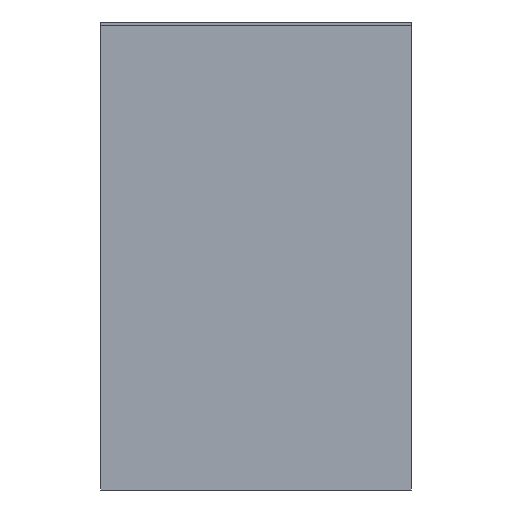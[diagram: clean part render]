
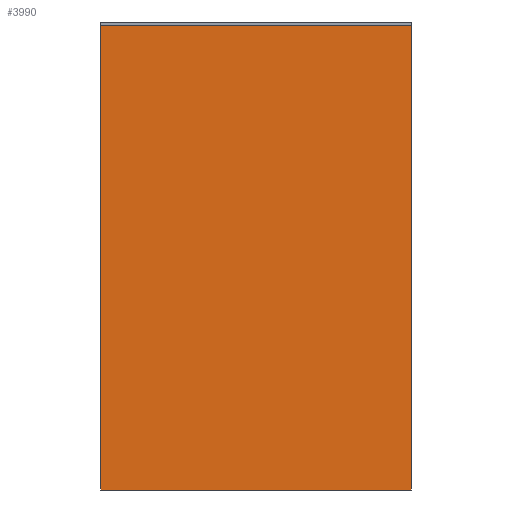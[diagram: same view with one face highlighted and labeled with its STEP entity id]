
A CAD part, left-side view. The second image highlights one B-rep face of the part: STEP entity #3990.
In plain terms, the highlighted planar face has unit normal (-1, 0, 0).
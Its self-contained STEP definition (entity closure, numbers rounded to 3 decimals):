
#207=PLANE('',#4242);
#418=FACE_OUTER_BOUND('',#648,.T.);
#648=EDGE_LOOP('',(#3212,#3213,#3214,#3215));
#973=LINE('',#6322,#1472);
#1015=LINE('',#6404,#1514);
#1016=LINE('',#6406,#1515);
#1017=LINE('',#6407,#1516);
#1472=VECTOR('',#4681,10.);
#1514=VECTOR('',#4745,10.);
#1515=VECTOR('',#4746,10.);
#1516=VECTOR('',#4747,10.);
#1956=VERTEX_POINT('',#6319);
#1957=VERTEX_POINT('',#6321);
#1986=VERTEX_POINT('',#6403);
#1987=VERTEX_POINT('',#6405);
#2391=EDGE_CURVE('',#1957,#1956,#973,.T.);
#2433=EDGE_CURVE('',#1986,#1956,#1015,.T.);
#2434=EDGE_CURVE('',#1987,#1986,#1016,.T.);
#2435=EDGE_CURVE('',#1957,#1987,#1017,.T.);
#3212=ORIENTED_EDGE('',*,*,#2391,.T.);
#3213=ORIENTED_EDGE('',*,*,#2433,.F.);
#3214=ORIENTED_EDGE('',*,*,#2434,.F.);
#3215=ORIENTED_EDGE('',*,*,#2435,.F.);
#3990=ADVANCED_FACE('',(#418),#207,.T.);
#4242=AXIS2_PLACEMENT_3D('',#6402,#4743,#4744);
#4681=DIRECTION('',(0.,0.,1.));
#4743=DIRECTION('center_axis',(-1.,0.,0.));
#4744=DIRECTION('ref_axis',(0.,-1.,0.));
#4745=DIRECTION('',(0.,-1.,0.));
#4746=DIRECTION('',(0.,0.,1.));
#4747=DIRECTION('',(0.,1.,0.));
#6319=CARTESIAN_POINT('',(-236.2,0.,353.));
#6321=CARTESIAN_POINT('',(-236.2,0.,0.));
#6322=CARTESIAN_POINT('',(-236.2,0.,0.));
#6402=CARTESIAN_POINT('Origin',(-236.2,236.2,0.));
#6403=CARTESIAN_POINT('',(-236.2,236.2,353.));
#6404=CARTESIAN_POINT('',(-236.2,233.2,353.));
#6405=CARTESIAN_POINT('',(-236.2,236.2,0.));
#6406=CARTESIAN_POINT('',(-236.2,236.2,0.));
#6407=CARTESIAN_POINT('',(-236.2,0.,0.));
